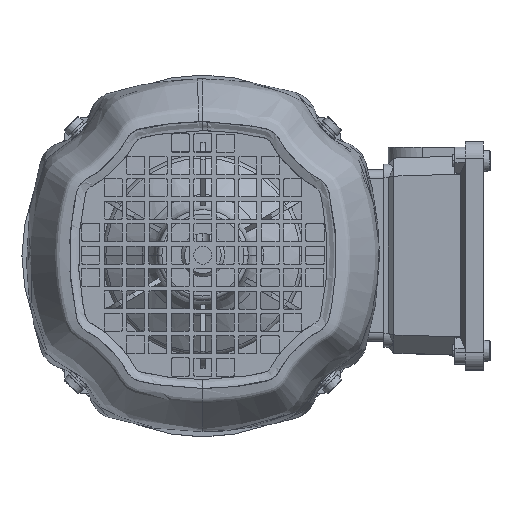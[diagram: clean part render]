
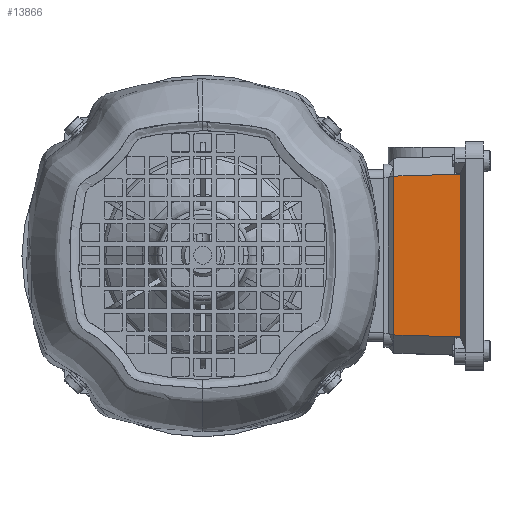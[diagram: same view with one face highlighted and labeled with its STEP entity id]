
A CAD part, top view. The second image highlights one B-rep face of the part: STEP entity #13866.
In plain terms, the highlighted planar face has unit normal (-0.029, 0, 1).
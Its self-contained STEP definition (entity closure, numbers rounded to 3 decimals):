
#1463=PLANE('',#55883);
#4778=LINE('',#84315,#8924);
#4833=LINE('',#84468,#8979);
#4834=LINE('',#84470,#8980);
#4835=LINE('',#84472,#8981);
#8924=VECTOR('',#64399,1.);
#8979=VECTOR('',#64556,1.);
#8980=VECTOR('',#64559,1.);
#8981=VECTOR('',#64560,1.);
#13866=ADVANCED_FACE('',(#16864),#1463,.F.);
#16864=FACE_OUTER_BOUND('',#19810,.T.);
#19810=EDGE_LOOP('',(#26896,#26897,#26898,#26899));
#26896=ORIENTED_EDGE('',*,*,#45575,.F.);
#26897=ORIENTED_EDGE('',*,*,#45576,.F.);
#26898=ORIENTED_EDGE('',*,*,#45574,.T.);
#26899=ORIENTED_EDGE('',*,*,#45507,.T.);
#39486=VERTEX_POINT('',#84314);
#39487=VERTEX_POINT('',#84316);
#39517=VERTEX_POINT('',#84467);
#39518=VERTEX_POINT('',#84471);
#45507=EDGE_CURVE('',#39487,#39486,#4778,.T.);
#45574=EDGE_CURVE('',#39517,#39487,#4833,.T.);
#45575=EDGE_CURVE('',#39518,#39486,#4834,.T.);
#45576=EDGE_CURVE('',#39517,#39518,#4835,.T.);
#55883=AXIS2_PLACEMENT_3D('',#84473,#64561,#64562);
#64399=DIRECTION('',(0.,1.,0.));
#64556=DIRECTION('',(0.999,-0.029,0.029));
#64559=DIRECTION('',(0.999,0.029,0.029));
#64560=DIRECTION('',(0.,1.,0.));
#64561=DIRECTION('',(0.029,0.,-1.));
#64562=DIRECTION('',(1.,0.,0.029));
#84314=CARTESIAN_POINT('',(114.,35.997,96.));
#84315=CARTESIAN_POINT('',(114.,0.,96.));
#84316=CARTESIAN_POINT('',(114.,-35.997,96.));
#84467=CARTESIAN_POINT('',(84.5,-35.129,95.132));
#84468=CARTESIAN_POINT('',(112.943,-35.965,95.969));
#84470=CARTESIAN_POINT('',(84.5,35.129,95.132));
#84471=CARTESIAN_POINT('',(84.5,35.129,95.132));
#84472=CARTESIAN_POINT('',(84.5,0.,95.132));
#84473=CARTESIAN_POINT('',(114.,0.,96.));
